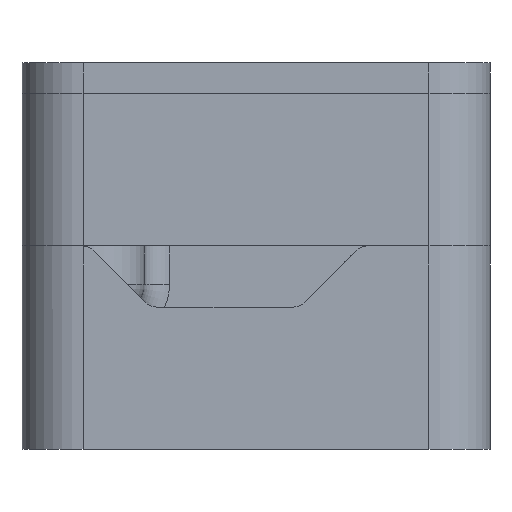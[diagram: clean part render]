
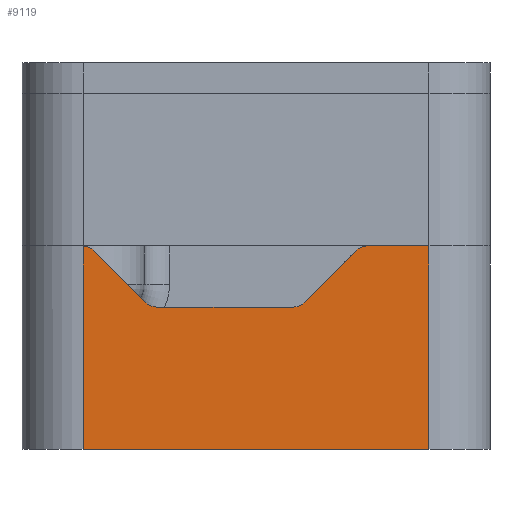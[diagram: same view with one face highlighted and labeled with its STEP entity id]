
A CAD part, front view. The second image highlights one B-rep face of the part: STEP entity #9119.
In plain terms, the highlighted planar face has unit normal (0, -1, 0).
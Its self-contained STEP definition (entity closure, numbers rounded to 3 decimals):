
#6163=CARTESIAN_POINT('',(-15.075,89.,20.));
#6164=VERTEX_POINT('',#6163);
#6171=CARTESIAN_POINT('',(-9.,89.,20.));
#6172=VERTEX_POINT('',#6171);
#6173=CARTESIAN_POINT('',(-9.,89.,20.));
#6174=DIRECTION('',(-1.,0.,-0.));
#6175=VECTOR('',#6174,6.075);
#6176=LINE('',#6173,#6175);
#6177=EDGE_CURVE('',#6172,#6164,#6176,.T.);
#6376=CARTESIAN_POINT('',(-43.,89.,20.));
#6377=VERTEX_POINT('',#6376);
#6385=CARTESIAN_POINT('',(-41.945,89.,19.561));
#6386=VERTEX_POINT('',#6385);
#6387=CARTESIAN_POINT('',(-43.005,89.,18.5));
#6388=DIRECTION('',(0.,1.,-0.));
#6389=DIRECTION('',(-0.,-0.,-1.));
#6390=AXIS2_PLACEMENT_3D('',#6387,#6388,#6389);
#6391=CIRCLE('',#6390,1.5);
#6392=EDGE_CURVE('',#6377,#6386,#6391,.T.);
#6419=CARTESIAN_POINT('',(-36.823,89.,14.439));
#6420=VERTEX_POINT('',#6419);
#6421=CARTESIAN_POINT('',(-41.945,89.,19.561));
#6422=DIRECTION('',(0.707,-0.,-0.707));
#6423=VECTOR('',#6422,7.243);
#6424=LINE('',#6421,#6423);
#6425=EDGE_CURVE('',#6386,#6420,#6424,.T.);
#6441=CARTESIAN_POINT('',(-35.763,89.,14.));
#6442=VERTEX_POINT('',#6441);
#6443=CARTESIAN_POINT('',(-35.763,89.,15.5));
#6444=DIRECTION('',(-0.,-1.,0.));
#6445=DIRECTION('',(-0.,-0.,-1.));
#6446=AXIS2_PLACEMENT_3D('',#6443,#6444,#6445);
#6447=CIRCLE('',#6446,1.5);
#6448=EDGE_CURVE('',#6420,#6442,#6447,.T.);
#6468=CARTESIAN_POINT('',(-22.318,89.,14.));
#6469=VERTEX_POINT('',#6468);
#6470=CARTESIAN_POINT('',(-22.318,89.,14.));
#6471=DIRECTION('',(-1.,0.,-0.));
#6472=VECTOR('',#6471,13.445);
#6473=LINE('',#6470,#6472);
#6474=EDGE_CURVE('',#6469,#6442,#6473,.T.);
#6491=CARTESIAN_POINT('',(-21.257,89.,14.439));
#6492=VERTEX_POINT('',#6491);
#6499=CARTESIAN_POINT('',(-16.136,89.,19.561));
#6500=VERTEX_POINT('',#6499);
#6501=CARTESIAN_POINT('',(-21.257,89.,14.439));
#6502=DIRECTION('',(0.707,0.,0.707));
#6503=VECTOR('',#6502,7.243);
#6504=LINE('',#6501,#6503);
#6505=EDGE_CURVE('',#6492,#6500,#6504,.T.);
#8838=CARTESIAN_POINT('',(-15.075,89.,18.5));
#8839=DIRECTION('',(0.,1.,-0.));
#8840=DIRECTION('',(0.,0.,1.));
#8841=AXIS2_PLACEMENT_3D('',#8838,#8839,#8840);
#8842=CIRCLE('',#8841,1.5);
#8843=EDGE_CURVE('',#6500,#6164,#8842,.T.);
#8855=CARTESIAN_POINT('',(-22.318,89.,15.5));
#8856=DIRECTION('',(-0.,-1.,0.));
#8857=DIRECTION('',(0.,0.,1.));
#8858=AXIS2_PLACEMENT_3D('',#8855,#8856,#8857);
#8859=CIRCLE('',#8858,1.5);
#8860=EDGE_CURVE('',#6469,#6492,#8859,.T.);
#8949=CARTESIAN_POINT('',(-9.,89.,0.));
#8950=VERTEX_POINT('',#8949);
#8958=CARTESIAN_POINT('',(-43.,89.,0.));
#8959=VERTEX_POINT('',#8958);
#8960=CARTESIAN_POINT('',(-9.,89.,0.));
#8961=DIRECTION('',(-1.,0.,-0.));
#8962=VECTOR('',#8961,34.);
#8963=LINE('',#8960,#8962);
#8964=EDGE_CURVE('',#8950,#8959,#8963,.T.);
#8981=CARTESIAN_POINT('',(-9.,89.,0.));
#8982=DIRECTION('',(0.,0.,1.));
#8983=VECTOR('',#8982,20.);
#8984=LINE('',#8981,#8983);
#8985=EDGE_CURVE('',#8950,#6172,#8984,.T.);
#9088=CARTESIAN_POINT('',(-43.,89.,0.));
#9089=DIRECTION('',(0.,0.,1.));
#9090=VECTOR('',#9089,20.);
#9091=LINE('',#9088,#9090);
#9092=EDGE_CURVE('',#8959,#6377,#9091,.T.);
#9101=CARTESIAN_POINT('',(-10.,89.,-5.));
#9102=DIRECTION('',(0.,1.,-0.));
#9103=DIRECTION('',(0.,0.,1.));
#9104=AXIS2_PLACEMENT_3D('',#9101,#9102,#9103);
#9105=PLANE('',#9104);
#9106=ORIENTED_EDGE('',*,*,#6392,.F.);
#9107=ORIENTED_EDGE('',*,*,#9092,.F.);
#9108=ORIENTED_EDGE('',*,*,#8964,.F.);
#9109=ORIENTED_EDGE('',*,*,#8985,.T.);
#9110=ORIENTED_EDGE('',*,*,#6177,.T.);
#9111=ORIENTED_EDGE('',*,*,#8843,.F.);
#9112=ORIENTED_EDGE('',*,*,#6505,.F.);
#9113=ORIENTED_EDGE('',*,*,#8860,.F.);
#9114=ORIENTED_EDGE('',*,*,#6474,.T.);
#9115=ORIENTED_EDGE('',*,*,#6448,.F.);
#9116=ORIENTED_EDGE('',*,*,#6425,.F.);
#9117=EDGE_LOOP('',(#9106,#9107,#9108,#9109,#9110,#9111,#9112,#9113,#9114,#9115,#9116));
#9118=FACE_BOUND('',#9117,.T.);
#9119=ADVANCED_FACE('',(#9118),#9105,.F.);
